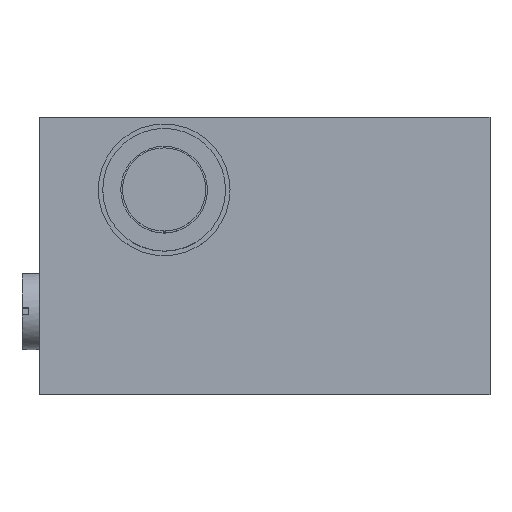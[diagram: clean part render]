
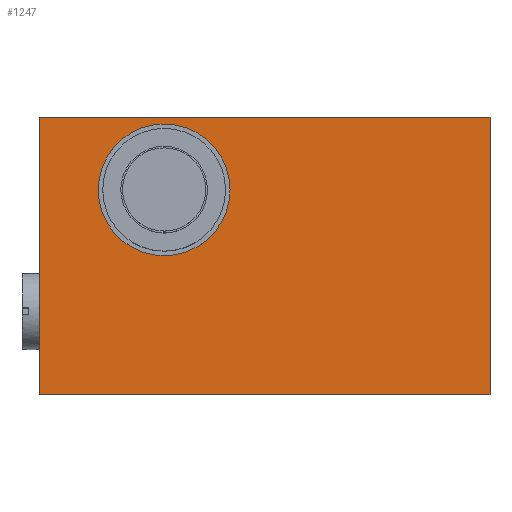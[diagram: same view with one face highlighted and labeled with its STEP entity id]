
A CAD part, top view. The second image highlights one B-rep face of the part: STEP entity #1247.
In plain terms, the highlighted planar face has unit normal (0, 0, 1).
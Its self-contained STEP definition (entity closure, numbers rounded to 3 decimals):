
#36=LINE('',#1793,#64);
#37=LINE('',#1796,#65);
#38=LINE('',#1798,#66);
#39=LINE('',#1800,#67);
#64=VECTOR('',#1537,1000.);
#65=VECTOR('',#1538,1000.);
#66=VECTOR('',#1539,1000.);
#67=VECTOR('',#1540,1000.);
#181=ORIENTED_EDGE('',*,*,#319,.T.);
#182=ORIENTED_EDGE('',*,*,#320,.T.);
#183=ORIENTED_EDGE('',*,*,#321,.F.);
#184=ORIENTED_EDGE('',*,*,#322,.F.);
#185=ORIENTED_EDGE('',*,*,#323,.T.);
#319=EDGE_CURVE('',#398,#398,#465,.T.);
#320=EDGE_CURVE('',#399,#400,#36,.T.);
#321=EDGE_CURVE('',#401,#400,#37,.T.);
#322=EDGE_CURVE('',#402,#401,#38,.T.);
#323=EDGE_CURVE('',#402,#399,#39,.T.);
#398=VERTEX_POINT('',#1792);
#399=VERTEX_POINT('',#1794);
#400=VERTEX_POINT('',#1795);
#401=VERTEX_POINT('',#1797);
#402=VERTEX_POINT('',#1799);
#465=CIRCLE('',#1342,9.5);
#538=EDGE_LOOP('',(#181));
#539=EDGE_LOOP('',(#182,#183,#184,#185));
#656=FACE_BOUND('',#538,.T.);
#657=FACE_BOUND('',#539,.T.);
#752=PLANE('',#1341);
#1247=ADVANCED_FACE('',(#656,#657),#752,.F.);
#1341=AXIS2_PLACEMENT_3D('',#1790,#1533,#1534);
#1342=AXIS2_PLACEMENT_3D('',#1791,#1535,#1536);
#1533=DIRECTION('',(0.,0.,-1.));
#1534=DIRECTION('',(-1.,0.,0.));
#1535=DIRECTION('',(0.,0.,-1.));
#1536=DIRECTION('',(1.,0.,0.));
#1537=DIRECTION('',(1.,0.,0.));
#1538=DIRECTION('',(0.,-1.,0.));
#1539=DIRECTION('',(1.,0.,0.));
#1540=DIRECTION('',(0.,-1.,0.));
#1790=CARTESIAN_POINT('',(-32.5,40.,20.));
#1791=CARTESIAN_POINT('',(-14.5,29.5,20.));
#1792=CARTESIAN_POINT('',(-5.,29.5,20.));
#1793=CARTESIAN_POINT('',(-32.5,0.,20.));
#1794=CARTESIAN_POINT('',(-32.5,0.,20.));
#1795=CARTESIAN_POINT('',(32.5,0.,20.));
#1796=CARTESIAN_POINT('',(32.5,40.,20.));
#1797=CARTESIAN_POINT('',(32.5,40.,20.));
#1798=CARTESIAN_POINT('',(-32.5,40.,20.));
#1799=CARTESIAN_POINT('',(-32.5,40.,20.));
#1800=CARTESIAN_POINT('',(-32.5,40.,20.));
